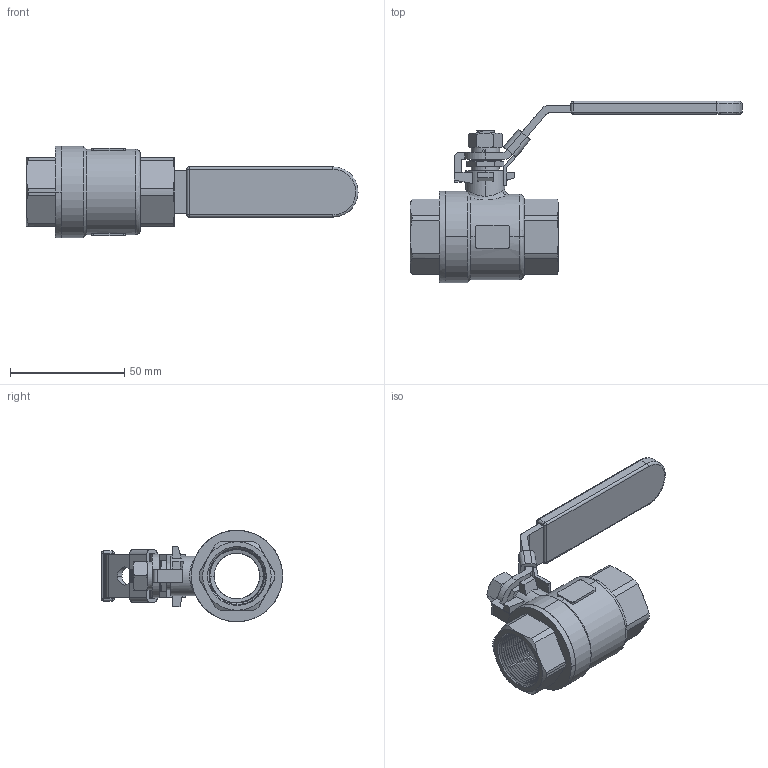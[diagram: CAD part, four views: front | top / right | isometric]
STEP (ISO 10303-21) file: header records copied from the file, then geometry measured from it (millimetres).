
FILE_DESCRIPTION (( 'STEP AP214' ), '1' );
FILE_NAME ('DN20轻型两片式球阀装配图.STEP', '2023-11-14T00:23:51', ( 'Windows User' ), ( 'P R C' ), 'SwSTEP 2.0', 'SolidWorks 2016', '' );
FILE_SCHEMA (( 'AUTOMOTIVE_DESIGN' ));
Length unit declared in the file: millimetre
Products named in the file (14): 0.75球; 0.75-1.0笢諳; 蹟譫M8-0.5-1.0; 0.75-1.0跡擘; 0.75湮え; DN20轻型两片式球阀装配图; 0.75-1.0參杶; 蟀諉粟菜M8; 0.75-1.0笢粣; 0.75-1.0參忒; 0.75概裔; 0.75-1.0СƬ; 0.75概极; 0.75球垫
Assembly tree (14 placements, depth 2):
  DN20轻型两片式球阀装配图
    0.75概极
    0.75概裔
    0.75-1.0參忒
    蟀諉粟菜M8
    0.75-1.0參杶
    0.75湮え
    0.75-1.0跡擘
    0.75球
    0.75球垫  x2
    0.75-1.0СƬ
    0.75-1.0笢諳
    0.75-1.0笢粣
    蹟譫M8-0.5-1.0
Bounding box: 145.5 x 79.47 x 40.1 mm (x, y, z)
Volume: 54454.7 mm3; surface area: 48010.3 mm2
Topology: 19 solids, 19 shells, 534 faces, 1384 edges, 892 vertices
Faces by surface type: cylinder 242, plane 156, cone 69, bspline 67
Entity records: 35696 total; most frequent: CARTESIAN_POINT 23463, ORIENTED_EDGE 2712, DIRECTION 2105, EDGE_CURVE 1356, VERTEX_POINT 880, AXIS2_PLACEMENT_3D 783, EDGE_LOOP 560, LINE 539
